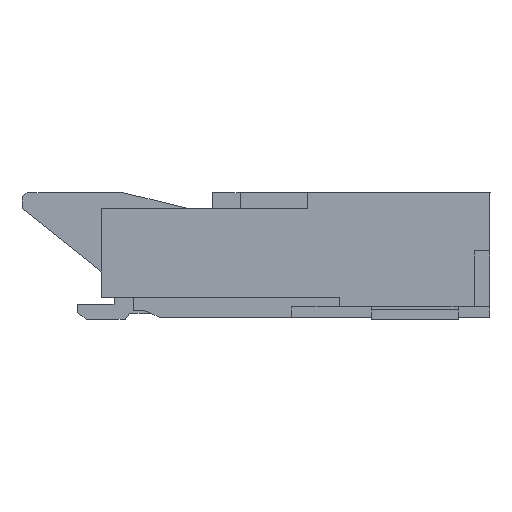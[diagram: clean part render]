
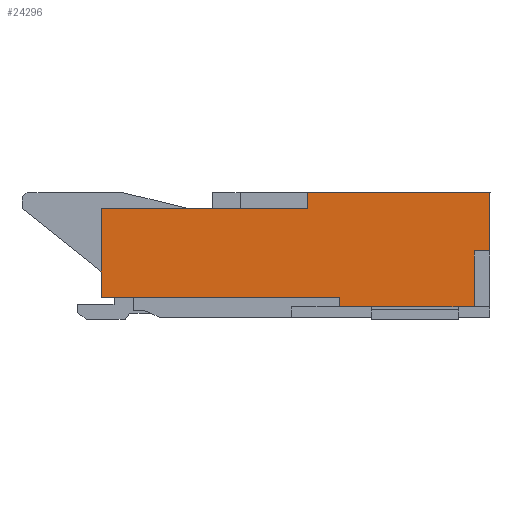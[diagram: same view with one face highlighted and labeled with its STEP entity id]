
A CAD part, left-side view. The second image highlights one B-rep face of the part: STEP entity #24296.
In plain terms, the highlighted planar face has unit normal (-1, 0, 0).
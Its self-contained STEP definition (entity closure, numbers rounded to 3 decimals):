
#435=FACE_OUTER_BOUND('',#1600,.T.);
#1600=EDGE_LOOP('',(#17268,#17269,#17270,#17271,#17272,#17273,#17274,#17275,
#17276,#17277));
#3539=LINE('',#34277,#6922);
#3596=LINE('',#34392,#6979);
#3627=LINE('',#34454,#7010);
#3631=LINE('',#34461,#7014);
#3635=LINE('',#34469,#7018);
#3642=LINE('',#34483,#7025);
#3658=LINE('',#34521,#7041);
#3759=LINE('',#34723,#7142);
#3760=LINE('',#34724,#7143);
#3761=LINE('',#34725,#7144);
#6922=VECTOR('',#28016,0.576);
#6979=VECTOR('',#28125,0.72);
#7010=VECTOR('',#28190,0.72);
#7014=VECTOR('',#28196,0.576);
#7018=VECTOR('',#28204,0.72);
#7025=VECTOR('',#28213,0.576);
#7041=VECTOR('',#28271,0.72);
#7142=VECTOR('',#28424,0.72);
#7143=VECTOR('',#28425,0.576);
#7144=VECTOR('',#28426,0.576);
#10002=VERTEX_POINT('',#34274);
#10003=VERTEX_POINT('',#34276);
#10035=VERTEX_POINT('',#34390);
#10048=VERTEX_POINT('',#34451);
#10049=VERTEX_POINT('',#34453);
#10051=VERTEX_POINT('',#34459);
#10053=VERTEX_POINT('',#34467);
#10059=VERTEX_POINT('',#34481);
#10060=VERTEX_POINT('',#34520);
#10135=VERTEX_POINT('',#34722);
#12561=EDGE_CURVE('',#10002,#10003,#3539,.T.);
#12618=EDGE_CURVE('',#10035,#10002,#3596,.T.);
#12649=EDGE_CURVE('',#10048,#10049,#3627,.T.);
#12653=EDGE_CURVE('',#10048,#10051,#3631,.T.);
#12657=EDGE_CURVE('',#10053,#10051,#3635,.T.);
#12664=EDGE_CURVE('',#10059,#10035,#3642,.T.);
#12680=EDGE_CURVE('',#10060,#10003,#3658,.T.);
#12781=EDGE_CURVE('',#10059,#10135,#3759,.T.);
#12782=EDGE_CURVE('',#10135,#10049,#3760,.T.);
#12783=EDGE_CURVE('',#10060,#10053,#3761,.T.);
#17268=ORIENTED_EDGE('',*,*,#12680,.T.);
#17269=ORIENTED_EDGE('',*,*,#12561,.F.);
#17270=ORIENTED_EDGE('',*,*,#12618,.F.);
#17271=ORIENTED_EDGE('',*,*,#12664,.F.);
#17272=ORIENTED_EDGE('',*,*,#12781,.T.);
#17273=ORIENTED_EDGE('',*,*,#12782,.T.);
#17274=ORIENTED_EDGE('',*,*,#12649,.F.);
#17275=ORIENTED_EDGE('',*,*,#12653,.T.);
#17276=ORIENTED_EDGE('',*,*,#12657,.F.);
#17277=ORIENTED_EDGE('',*,*,#12783,.F.);
#21970=PLANE('',#25505);
#24296=ADVANCED_FACE('',(#435),#21970,.T.);
#25505=AXIS2_PLACEMENT_3D('',#34721,#28422,#28423);
#28016=DIRECTION('',(0.,-1.,0.));
#28125=DIRECTION('',(0.,0.,1.));
#28190=DIRECTION('',(0.,0.,-1.));
#28196=DIRECTION('',(0.,-1.,0.));
#28204=DIRECTION('',(0.,0.,-1.));
#28213=DIRECTION('',(0.,1.,0.));
#28271=DIRECTION('',(0.,0.,1.));
#28422=DIRECTION('center_axis',(-1.,0.,0.));
#28423=DIRECTION('ref_axis',(0.,0.,1.));
#28424=DIRECTION('',(0.,0.,-1.));
#28425=DIRECTION('',(0.,-1.,0.));
#28426=DIRECTION('',(0.,-1.,0.));
#34274=CARTESIAN_POINT('',(-9.095,1.464,-0.98));
#34276=CARTESIAN_POINT('',(-9.095,0.934,-0.98));
#34277=CARTESIAN_POINT('',(-9.095,1.464,-0.98));
#34390=CARTESIAN_POINT('',(-9.095,1.464,-2.636));
#34392=CARTESIAN_POINT('',(-9.095,1.464,-4.508));
#34451=CARTESIAN_POINT('',(-9.095,0.513,-2.348));
#34453=CARTESIAN_POINT('',(-9.095,0.513,-4.508));
#34454=CARTESIAN_POINT('',(-9.095,0.513,-4.508));
#34459=CARTESIAN_POINT('',(-9.095,0.427,-2.348));
#34461=CARTESIAN_POINT('',(-9.095,0.513,-2.348));
#34467=CARTESIAN_POINT('',(-9.095,0.427,-1.124));
#34469=CARTESIAN_POINT('',(-9.095,0.427,-0.98));
#34481=CARTESIAN_POINT('',(-9.095,1.32,-2.636));
#34483=CARTESIAN_POINT('',(-9.095,1.32,-2.636));
#34520=CARTESIAN_POINT('',(-9.095,0.934,-1.124));
#34521=CARTESIAN_POINT('',(-9.095,0.934,-1.124));
#34721=CARTESIAN_POINT('Origin',(-9.095,1.464,-4.508));
#34722=CARTESIAN_POINT('',(-9.095,1.32,-4.508));
#34723=CARTESIAN_POINT('',(-9.095,1.32,-4.508));
#34724=CARTESIAN_POINT('',(-9.095,1.464,-4.508));
#34725=CARTESIAN_POINT('',(-9.095,0.427,-1.124));
